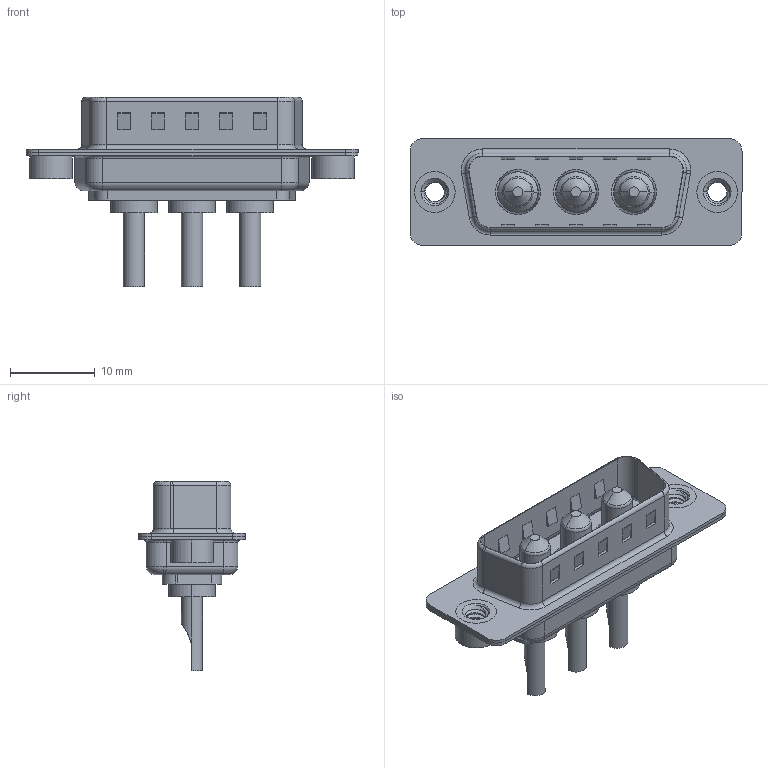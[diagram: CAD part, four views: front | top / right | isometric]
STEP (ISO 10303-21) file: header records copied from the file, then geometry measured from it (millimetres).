
FILE_DESCRIPTION (( 'STEP AP203' ), '1' );
FILE_NAME ('627-3W3-622-1N2.STEP', '2019-05-24T16:04:19', ( '' ), ( '' ), 'SwSTEP 2.0', 'SolidWorks 2016', '' );
FILE_SCHEMA (( 'CONFIG_CONTROL_DESIGN' ));
Length unit declared in the file: millimetre
Products named in the file (6): 627-3W3-622-1N2; 627Combo Housing_3W3; 627Combo Shell Rear_15 Contacts; 627Combo Shell Front_15 Contacts; 627Combo Threaded Rivet_2; Power Pin_10A SC
Assembly tree (8 placements, depth 2):
  627-3W3-622-1N2
    627Combo Housing_3W3
    627Combo Shell Rear_15 Contacts
    627Combo Shell Front_15 Contacts
    627Combo Threaded Rivet_2  x2
    Power Pin_10A SC  x3
Bounding box: 39.15 x 12.6 x 22.3 mm (x, y, z)
Volume: 2041 mm3; surface area: 4849.8 mm2
Topology: 11 solids, 11 shells, 475 faces, 1154 edges, 715 vertices
Faces by surface type: cylinder 199, plane 175, torus 56, cone 33, bspline 12
Entity records: 12992 total; most frequent: CARTESIAN_POINT 3471, DIRECTION 1925, ORIENTED_EDGE 1790, EDGE_CURVE 895, AXIS2_PLACEMENT_3D 715, VERTEX_POINT 561, VECTOR 495, LINE 495
